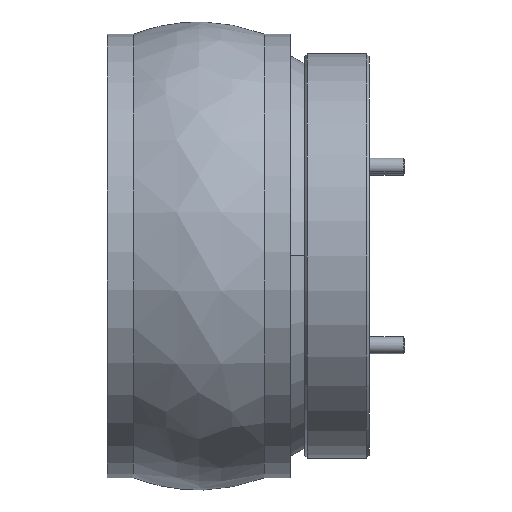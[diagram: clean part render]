
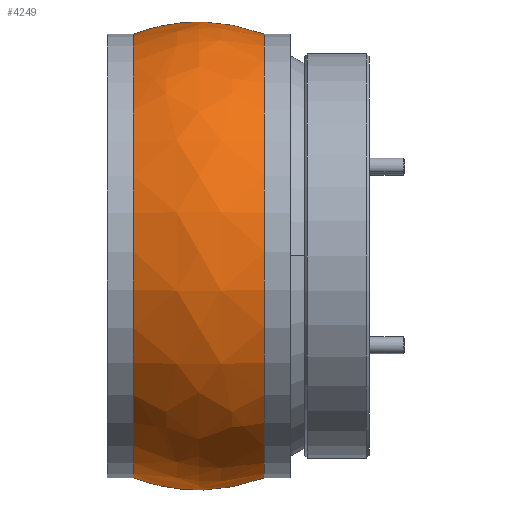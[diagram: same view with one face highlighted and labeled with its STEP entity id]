
A CAD part, left-side view. The second image highlights one B-rep face of the part: STEP entity #4249.
In plain terms, the highlighted free-form (B-spline) face has degree [3, 3] with [5, 4] control points.
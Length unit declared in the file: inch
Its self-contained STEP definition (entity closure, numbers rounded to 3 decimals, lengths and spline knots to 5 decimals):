
#185 = ORIENTED_EDGE ( 'NONE', *, *, #2882, .T. ) ;
#312 = CARTESIAN_POINT ( 'NONE',  ( -0.01772, 0.3925, -0.88464 ) ) ;
#351 = CARTESIAN_POINT ( 'NONE',  ( 0.01649, 0.635, 0.8234 ) ) ;
#383 = FACE_OUTER_BOUND ( 'NONE', #3746, .T. ) ;
#522 = CARTESIAN_POINT ( 'NONE',  ( 0.01708, 0.55768, 0.85268 ) ) ;
#555 = DIRECTION ( 'NONE',  ( -0.02, 0., -1. ) ) ;
#921 = CARTESIAN_POINT ( 'NONE',  ( -0.01708, 0.55768, -0.85268 ) ) ;
#1130 = ORIENTED_EDGE ( 'NONE', *, *, #4838, .F. ) ;
#1161 =( BOUNDED_CURVE ( )  B_SPLINE_CURVE ( 3, ( #7404, #2707, #7442, #522, #4583 ),
 .UNSPECIFIED., .F., .F. ) 
 B_SPLINE_CURVE_WITH_KNOTS ( ( 4, 1, 4 ),
 ( 0., 0.24803, 0.49606 ),
 .UNSPECIFIED. ) 
 CURVE ( )  GEOMETRIC_REPRESENTATION_ITEM ( )  RATIONAL_B_SPLINE_CURVE ( ( 0.5, 0.5, 0.5, 0.5, 0.5 ) ) 
 REPRESENTATION_ITEM ( '' )  );
#1386 = CIRCLE ( 'NONE', #4202, 0.82357 ) ;
#1533 = CARTESIAN_POINT ( 'NONE',  ( -0.01708, 0.22732, -0.85268 ) ) ;
#1603 = CARTESIAN_POINT ( 'NONE',  ( -1.6633, 0.15, -0.79042 ) ) ;
#1693 = CARTESIAN_POINT ( 'NONE',  ( 0., 0.635, 0. ) ) ;
#1949 = CARTESIAN_POINT ( 'NONE',  ( -0.01708, 0.55768, -0.85268 ) ) ;
#2066 = CARTESIAN_POINT ( 'NONE',  ( -1.72243, 0.55768, -0.81852 ) ) ;
#2106 = CARTESIAN_POINT ( 'NONE',  ( -1.68828, 0.22732, 0.88683 ) ) ;
#2318 = EDGE_CURVE ( 'NONE', #3602, #6926, #7174, .T. ) ;
#2487 = CARTESIAN_POINT ( 'NONE',  ( 0.01649, 0.15, 0.8234 ) ) ;
#2640 = CARTESIAN_POINT ( 'NONE',  ( 0.01708, 0.55768, 0.85268 ) ) ;
#2707 = CARTESIAN_POINT ( 'NONE',  ( 0.01708, 0.22732, 0.85268 ) ) ;
#2718 = CARTESIAN_POINT ( 'NONE',  ( 0.01772, 0.3925, 0.88464 ) ) ;
#2801 = ORIENTED_EDGE ( 'NONE', *, *, #4518, .F. ) ;
#2882 = EDGE_CURVE ( 'NONE', #4510, #3602, #1161, .T. ) ;
#2981 =( BOUNDED_CURVE ( )  B_SPLINE_CURVE ( 3, ( #3101, #5344, #4254, #1949, #3633 ),
 .UNSPECIFIED., .F., .F. ) 
 B_SPLINE_CURVE_WITH_KNOTS ( ( 4, 1, 4 ),
 ( 0., 0.24803, 0.49606 ),
 .UNSPECIFIED. ) 
 CURVE ( )  GEOMETRIC_REPRESENTATION_ITEM ( )  RATIONAL_B_SPLINE_CURVE ( ( 0.5, 0.5, 0.5, 0.5, 0.5 ) ) 
 REPRESENTATION_ITEM ( '' )  );
#3101 = CARTESIAN_POINT ( 'NONE',  ( -0.01649, 0.15, -0.8234 ) ) ;
#3303 = VERTEX_POINT ( 'NONE', #4812 ) ;
#3462 = CARTESIAN_POINT ( 'NONE',  ( 0., 0.15, 0. ) ) ;
#3602 = VERTEX_POINT ( 'NONE', #7204 ) ;
#3613 = DIRECTION ( 'NONE',  ( -0.02, 0., -1. ) ) ;
#3633 = CARTESIAN_POINT ( 'NONE',  ( -0.01649, 0.635, -0.8234 ) ) ;
#3746 = EDGE_LOOP ( 'NONE', ( #1130, #185, #4432, #2801 ) ) ;
#3828 = CARTESIAN_POINT ( 'NONE',  ( -1.75156, 0.3925, 0.92008 ) ) ;
#3936 = CARTESIAN_POINT ( 'NONE',  ( -1.787, 0.3925, -0.8492 ) ) ;
#4202 = AXIS2_PLACEMENT_3D ( 'NONE', #3462, #5784, #555 ) ;
#4249 = ADVANCED_FACE ( 'NONE', ( #383 ), #6877, .T. ) ;
#4254 = CARTESIAN_POINT ( 'NONE',  ( -0.01772, 0.3925, -0.88464 ) ) ;
#4432 = ORIENTED_EDGE ( 'NONE', *, *, #2318, .T. ) ;
#4447 = CARTESIAN_POINT ( 'NONE',  ( -1.63032, 0.15, 0.85639 ) ) ;
#4480 = CARTESIAN_POINT ( 'NONE',  ( -0.01649, 0.635, -0.8234 ) ) ;
#4510 = VERTEX_POINT ( 'NONE', #2487 ) ;
#4518 = EDGE_CURVE ( 'NONE', #3303, #6926, #2981, .T. ) ;
#4583 = CARTESIAN_POINT ( 'NONE',  ( 0.01649, 0.635, 0.8234 ) ) ;
#4812 = CARTESIAN_POINT ( 'NONE',  ( -0.01649, 0.15, -0.8234 ) ) ;
#4838 = EDGE_CURVE ( 'NONE', #4510, #3303, #1386, .T. ) ;
#5049 = CARTESIAN_POINT ( 'NONE',  ( -1.63032, 0.635, 0.85639 ) ) ;
#5344 = CARTESIAN_POINT ( 'NONE',  ( -0.01708, 0.22732, -0.85268 ) ) ;
#5542 = CARTESIAN_POINT ( 'NONE',  ( -1.72243, 0.22732, -0.81852 ) ) ;
#5784 = DIRECTION ( 'NONE',  ( 0., -1., 0. ) ) ;
#6010 = CARTESIAN_POINT ( 'NONE',  ( -0.01649, 0.635, -0.8234 ) ) ;
#6152 = CARTESIAN_POINT ( 'NONE',  ( -1.68828, 0.55768, 0.88683 ) ) ;
#6552 = DIRECTION ( 'NONE',  ( 0., -1., 0. ) ) ;
#6691 = CARTESIAN_POINT ( 'NONE',  ( 0.01649, 0.15, 0.8234 ) ) ;
#6770 = CARTESIAN_POINT ( 'NONE',  ( 0.01708, 0.22732, 0.85268 ) ) ;
#6877 =( BOUNDED_SURFACE ( )  B_SPLINE_SURFACE ( 3, 3, ( 
 ( #6691, #4447, #1603, #7271 ),
 ( #6770, #2106, #5542, #1533 ),
 ( #2718, #3828, #3936, #312 ),
 ( #2640, #6152, #2066, #921 ),
 ( #351, #5049, #7381, #4480 ) ),
 .UNSPECIFIED., .F., .F., .F. ) 
 B_SPLINE_SURFACE_WITH_KNOTS ( ( 4, 1, 4 ),
 ( 4, 4 ),
 ( 0., 0.24803, 0.49606 ),
 ( 0., 1. ),
 .UNSPECIFIED. ) 
 GEOMETRIC_REPRESENTATION_ITEM ( )  RATIONAL_B_SPLINE_SURFACE ( (
 ( 0.5, 0.167, 0.167, 0.5),
 ( 0.5, 0.167, 0.167, 0.5),
 ( 0.5, 0.167, 0.167, 0.5),
 ( 0.5, 0.167, 0.167, 0.5),
 ( 0.5, 0.167, 0.167, 0.5) ) ) 
 REPRESENTATION_ITEM ( '' )  SURFACE ( )  );
#6926 = VERTEX_POINT ( 'NONE', #6010 ) ;
#7174 = CIRCLE ( 'NONE', #7298, 0.82357 ) ;
#7204 = CARTESIAN_POINT ( 'NONE',  ( 0.01649, 0.635, 0.8234 ) ) ;
#7271 = CARTESIAN_POINT ( 'NONE',  ( -0.01649, 0.15, -0.8234 ) ) ;
#7298 = AXIS2_PLACEMENT_3D ( 'NONE', #1693, #6552, #3613 ) ;
#7381 = CARTESIAN_POINT ( 'NONE',  ( -1.6633, 0.635, -0.79042 ) ) ;
#7404 = CARTESIAN_POINT ( 'NONE',  ( 0.01649, 0.15, 0.8234 ) ) ;
#7442 = CARTESIAN_POINT ( 'NONE',  ( 0.01772, 0.3925, 0.88464 ) ) ;
